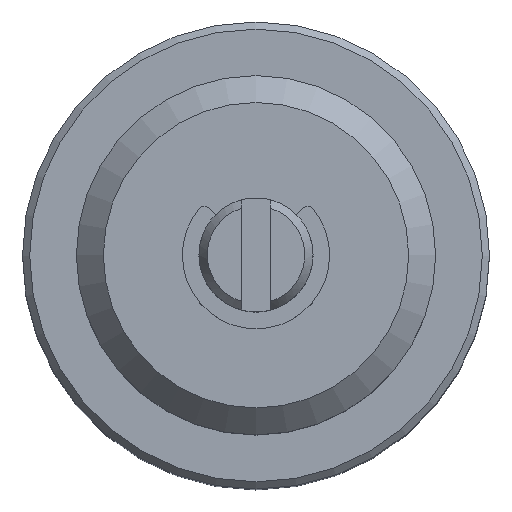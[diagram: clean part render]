
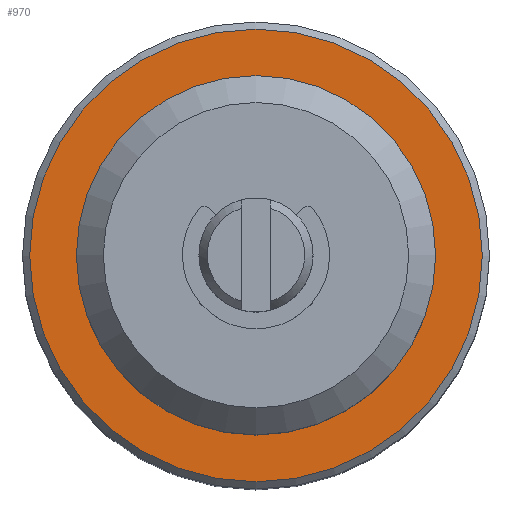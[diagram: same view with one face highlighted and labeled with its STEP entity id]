
A CAD part, top view. The second image highlights one B-rep face of the part: STEP entity #970.
In plain terms, the highlighted planar face has unit normal (0, 0, 1).
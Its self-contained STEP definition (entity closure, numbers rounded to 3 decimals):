
#970=ADVANCED_FACE('', (#980,#990), #1000, .T.);
#3850=AXIS2_PLACEMENT_3D('Ax2Pl3d', #3860, #3870, #3880);
#3890=AXIS2_PLACEMENT_3D('Ax2Pl3d', #3900, #3910, #3920);
#3930=AXIS2_PLACEMENT_3D('Ax2Pl3d', #3940, #3950, #3960);
#3860=CARTESIAN_POINT('HicPkt', (0.,0.,0.2));
#6030=CARTESIAN_POINT('', (0.,5.,0.2));
#3900=CARTESIAN_POINT('HicPkt', (0.,6.3,0.2));
#3940=CARTESIAN_POINT('HicPkt', (0.,0.,0.2));
#6040=CARTESIAN_POINT('', (0.,6.3,0.2));
#6570=CIRCLE('Circle', #3850, 5.);
#6580=CIRCLE('Circle', #3930, 6.3);
#3870=DIRECTION('Axis', (0.,0.,1.));
#3880=DIRECTION('RefDirection', (1.,0.,-0.));
#3910=DIRECTION('Axis', (0.,0.,1.));
#3920=DIRECTION('RefDirection', (1.,0.,-0.));
#3950=DIRECTION('Axis', (0.,0.,1.));
#3960=DIRECTION('RefDirection', (1.,0.,-0.));
#9950=EDGE_CURVE('', #9960, #9960, #6570, .T.);
#9970=EDGE_CURVE('', #9980, #9980, #6580, .T.);
#11730=EDGE_LOOP('Edge_loop', (#11740));
#11750=EDGE_LOOP('Edge_loop', (#11760));
#990=FACE_BOUND('', #11750, .T.);
#980=FACE_OUTER_BOUND('Face_outer_bound', #11730, .T.);
#11740=ORIENTED_EDGE('', *, *, #9970, .T.);
#11760=ORIENTED_EDGE('', *, *, #9950, .F.);
#1000=PLANE('Plane', #3890);
#9960=VERTEX_POINT('', #6030);
#9980=VERTEX_POINT('', #6040);
